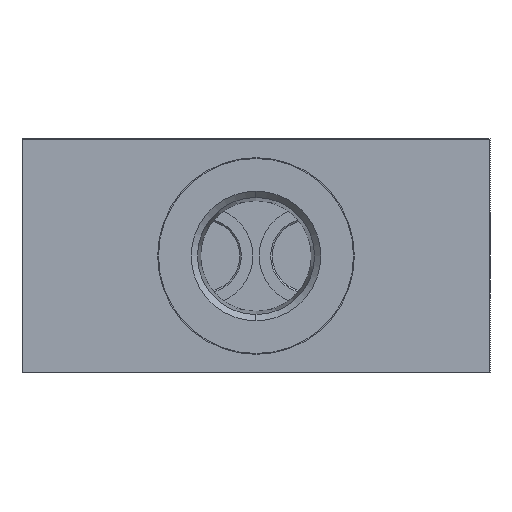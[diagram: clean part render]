
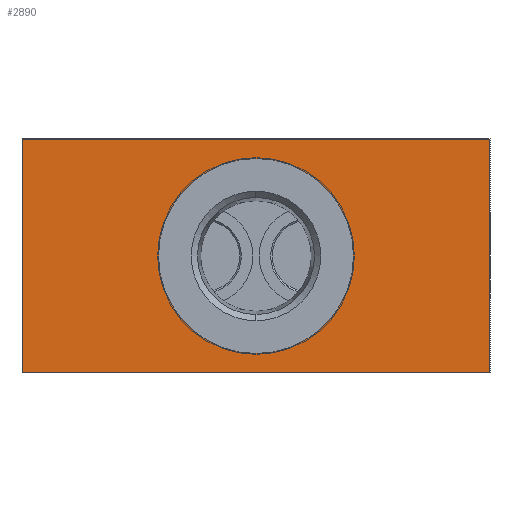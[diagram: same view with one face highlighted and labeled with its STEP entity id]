
A CAD part, left-side view. The second image highlights one B-rep face of the part: STEP entity #2890.
In plain terms, the highlighted planar face has unit normal (-1, 0, 0).
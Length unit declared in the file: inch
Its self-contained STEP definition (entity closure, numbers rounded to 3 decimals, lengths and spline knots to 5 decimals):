
#100 = CARTESIAN_POINT ( 'NONE',  ( -1.26, 0., 0.3125 ) ) ;
#129 = CIRCLE ( 'NONE', #7158, 0.3125 ) ;
#158 = CARTESIAN_POINT ( 'NONE',  ( -1.26, 0., -0.3125 ) ) ;
#407 = EDGE_CURVE ( 'NONE', #4150, #5331, #3269, .T. ) ;
#423 = VECTOR ( 'NONE', #5224, 39.37008 ) ;
#471 = ORIENTED_EDGE ( 'NONE', *, *, #7425, .T. ) ;
#689 = VECTOR ( 'NONE', #3260, 39.37008 ) ;
#739 = CARTESIAN_POINT ( 'NONE',  ( -1.26, -0.75, -0.375 ) ) ;
#1855 = PLANE ( 'NONE',  #5580 ) ;
#1886 = DIRECTION ( 'NONE',  ( 0., 0., 1. ) ) ;
#2045 = VECTOR ( 'NONE', #6886, 39.37008 ) ;
#2098 = DIRECTION ( 'NONE',  ( 0., 0., 1. ) ) ;
#2173 = LINE ( 'NONE', #5752, #423 ) ;
#2357 = VERTEX_POINT ( 'NONE', #6606 ) ;
#2517 = EDGE_LOOP ( 'NONE', ( #5640, #7858, #6038, #471 ) ) ;
#2530 = EDGE_LOOP ( 'NONE', ( #3598, #2752 ) ) ;
#2670 = CARTESIAN_POINT ( 'NONE',  ( -1.26, 0.75, 0.375 ) ) ;
#2752 = ORIENTED_EDGE ( 'NONE', *, *, #4998, .F. ) ;
#2890 = ADVANCED_FACE ( 'NONE', ( #4646, #4445 ), #1855, .F. ) ;
#3191 = EDGE_CURVE ( 'NONE', #5748, #7192, #7210, .T. ) ;
#3260 = DIRECTION ( 'NONE',  ( 0., 0., 1. ) ) ;
#3269 = CIRCLE ( 'NONE', #5480, 0.3125 ) ;
#3581 = VECTOR ( 'NONE', #1886, 39.37008 ) ;
#3598 = ORIENTED_EDGE ( 'NONE', *, *, #407, .F. ) ;
#4150 = VERTEX_POINT ( 'NONE', #100 ) ;
#4445 = FACE_BOUND ( 'NONE', #2530, .T. ) ;
#4516 = DIRECTION ( 'NONE',  ( -1., 0., 0. ) ) ;
#4632 = CARTESIAN_POINT ( 'NONE',  ( -1.26, 0.75, 0.375 ) ) ;
#4646 = FACE_OUTER_BOUND ( 'NONE', #2517, .T. ) ;
#4655 = DIRECTION ( 'NONE',  ( -1., 0., 0. ) ) ;
#4856 = DIRECTION ( 'NONE',  ( 1., 0., 0. ) ) ;
#4881 = LINE ( 'NONE', #739, #3581 ) ;
#4998 = EDGE_CURVE ( 'NONE', #5331, #4150, #129, .T. ) ;
#5149 = CARTESIAN_POINT ( 'NONE',  ( -1.26, -0.75, -0.375 ) ) ;
#5224 = DIRECTION ( 'NONE',  ( 0., -1., 0. ) ) ;
#5331 = VERTEX_POINT ( 'NONE', #158 ) ;
#5480 = AXIS2_PLACEMENT_3D ( 'NONE', #5791, #4516, #2098 ) ;
#5580 = AXIS2_PLACEMENT_3D ( 'NONE', #6689, #4856, #6086 ) ;
#5640 = ORIENTED_EDGE ( 'NONE', *, *, #6343, .T. ) ;
#5748 = VERTEX_POINT ( 'NONE', #7651 ) ;
#5752 = CARTESIAN_POINT ( 'NONE',  ( -1.26, 0.75, -0.375 ) ) ;
#5791 = CARTESIAN_POINT ( 'NONE',  ( -1.26, 0., 0. ) ) ;
#5862 = LINE ( 'NONE', #2670, #2045 ) ;
#6038 = ORIENTED_EDGE ( 'NONE', *, *, #3191, .F. ) ;
#6086 = DIRECTION ( 'NONE',  ( 0., 0., -1. ) ) ;
#6127 = VERTEX_POINT ( 'NONE', #5149 ) ;
#6343 = EDGE_CURVE ( 'NONE', #6127, #2357, #4881, .T. ) ;
#6606 = CARTESIAN_POINT ( 'NONE',  ( -1.26, -0.75, 0.375 ) ) ;
#6689 = CARTESIAN_POINT ( 'NONE',  ( -1.26, 0.75, -0.375 ) ) ;
#6712 = DIRECTION ( 'NONE',  ( 0., 0., 1. ) ) ;
#6886 = DIRECTION ( 'NONE',  ( 0., -1., 0. ) ) ;
#6988 = CARTESIAN_POINT ( 'NONE',  ( -1.26, 0.75, -0.375 ) ) ;
#7158 = AXIS2_PLACEMENT_3D ( 'NONE', #7706, #4655, #6712 ) ;
#7192 = VERTEX_POINT ( 'NONE', #4632 ) ;
#7210 = LINE ( 'NONE', #6988, #689 ) ;
#7425 = EDGE_CURVE ( 'NONE', #5748, #6127, #2173, .T. ) ;
#7651 = CARTESIAN_POINT ( 'NONE',  ( -1.26, 0.75, -0.375 ) ) ;
#7706 = CARTESIAN_POINT ( 'NONE',  ( -1.26, 0., 0. ) ) ;
#7764 = EDGE_CURVE ( 'NONE', #7192, #2357, #5862, .T. ) ;
#7858 = ORIENTED_EDGE ( 'NONE', *, *, #7764, .F. ) ;
